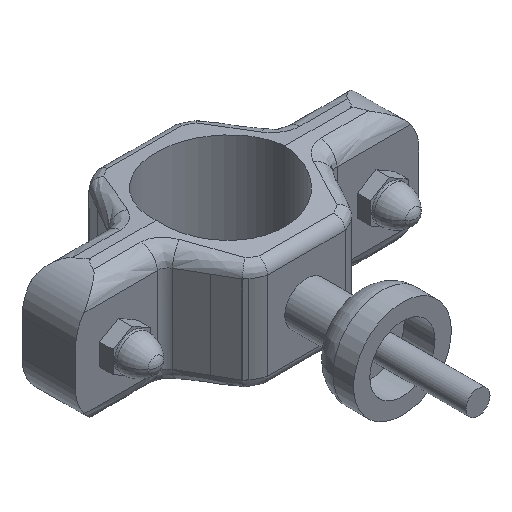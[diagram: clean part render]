
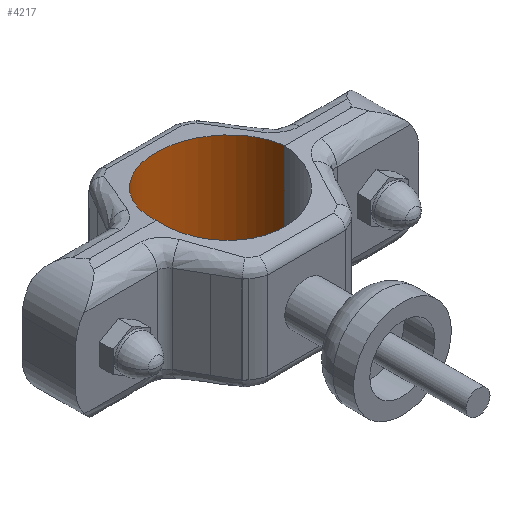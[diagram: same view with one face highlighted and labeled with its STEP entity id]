
A CAD part, isometric view. The second image highlights one B-rep face of the part: STEP entity #4217.
In plain terms, the highlighted cylindrical face has radius 19.05 mm (diameter 38.1 mm), a partial arc.
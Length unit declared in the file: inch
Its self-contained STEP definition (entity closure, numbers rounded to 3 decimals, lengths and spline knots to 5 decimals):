
#156 = CARTESIAN_POINT ( 'NONE',  ( 0.75, 1.5, 0.58126 ) ) ;
#195 = CARTESIAN_POINT ( 'NONE',  ( 0.75, 0., 0.625 ) ) ;
#278 = VERTEX_POINT ( 'NONE', #4259 ) ;
#963 = DIRECTION ( 'NONE',  ( 0., 0., -1. ) ) ;
#1009 = CARTESIAN_POINT ( 'NONE',  ( 0.75, 0., 0.71249 ) ) ;
#1023 = VECTOR ( 'NONE', #4649, 39.37008 ) ;
#1140 = EDGE_LOOP ( 'NONE', ( #2468, #4441, #4434, #4115 ) ) ;
#1219 = CARTESIAN_POINT ( 'NONE',  ( -0.75, 0., 0.625 ) ) ;
#1473 =( BOUNDED_CURVE ( )  B_SPLINE_CURVE ( 3, ( #5399, #2059, #3400, #3828 ),
 .UNSPECIFIED., .F., .F. ) 
 B_SPLINE_CURVE_WITH_KNOTS ( ( 4, 4 ),
 ( 1.5708, 4.71239 ),
 .UNSPECIFIED. ) 
 CURVE ( )  GEOMETRIC_REPRESENTATION_ITEM ( )  RATIONAL_B_SPLINE_CURVE ( ( 1., 0.333, 0.333, 1. ) ) 
 REPRESENTATION_ITEM ( '' )  );
#1846 = VECTOR ( 'NONE', #963, 39.37008 ) ;
#1867 = LINE ( 'NONE', #1219, #1023 ) ;
#1944 = EDGE_CURVE ( 'NONE', #2314, #3953, #3939, .T. ) ;
#2044 = DIRECTION ( 'NONE',  ( 0., 0., -1. ) ) ;
#2059 = CARTESIAN_POINT ( 'NONE',  ( -0.75, 1.5, -0.58126 ) ) ;
#2175 = LINE ( 'NONE', #195, #1846 ) ;
#2264 = CARTESIAN_POINT ( 'NONE',  ( -0.75, 0., 0.71249 ) ) ;
#2314 = VERTEX_POINT ( 'NONE', #3321 ) ;
#2449 = DIRECTION ( 'NONE',  ( -1., 0., 0. ) ) ;
#2468 = ORIENTED_EDGE ( 'NONE', *, *, #2946, .F. ) ;
#2582 = EDGE_CURVE ( 'NONE', #278, #5014, #1473, .T. ) ;
#2682 = CARTESIAN_POINT ( 'NONE',  ( -0.75, 1.5, 0.58126 ) ) ;
#2946 = EDGE_CURVE ( 'NONE', #3953, #5014, #2175, .T. ) ;
#2988 = CARTESIAN_POINT ( 'NONE',  ( 0.75, 0., -0.71249 ) ) ;
#3321 = CARTESIAN_POINT ( 'NONE',  ( -0.75, 0., 0.71249 ) ) ;
#3400 = CARTESIAN_POINT ( 'NONE',  ( 0.75, 1.5, -0.58126 ) ) ;
#3672 = FACE_OUTER_BOUND ( 'NONE', #1140, .T. ) ;
#3828 = CARTESIAN_POINT ( 'NONE',  ( 0.75, 0., -0.71249 ) ) ;
#3831 = CARTESIAN_POINT ( 'NONE',  ( 0.75, 0., 0.71249 ) ) ;
#3939 =( BOUNDED_CURVE ( )  B_SPLINE_CURVE ( 3, ( #2264, #2682, #156, #1009 ),
 .UNSPECIFIED., .F., .F. ) 
 B_SPLINE_CURVE_WITH_KNOTS ( ( 4, 4 ),
 ( 4.71239, 7.85398 ),
 .UNSPECIFIED. ) 
 CURVE ( )  GEOMETRIC_REPRESENTATION_ITEM ( )  RATIONAL_B_SPLINE_CURVE ( ( 1., 0.333, 0.333, 1. ) ) 
 REPRESENTATION_ITEM ( '' )  );
#3953 = VERTEX_POINT ( 'NONE', #3831 ) ;
#4115 = ORIENTED_EDGE ( 'NONE', *, *, #2582, .T. ) ;
#4217 = ADVANCED_FACE ( 'NONE', ( #3672 ), #4734, .F. ) ;
#4259 = CARTESIAN_POINT ( 'NONE',  ( -0.75, 0., -0.71249 ) ) ;
#4313 = AXIS2_PLACEMENT_3D ( 'NONE', #4557, #2044, #2449 ) ;
#4434 = ORIENTED_EDGE ( 'NONE', *, *, #5149, .T. ) ;
#4441 = ORIENTED_EDGE ( 'NONE', *, *, #1944, .F. ) ;
#4557 = CARTESIAN_POINT ( 'NONE',  ( 0., 0., 0.625 ) ) ;
#4649 = DIRECTION ( 'NONE',  ( 0., 0., -1. ) ) ;
#4734 = CYLINDRICAL_SURFACE ( 'NONE', #4313, 0.75 ) ;
#5014 = VERTEX_POINT ( 'NONE', #2988 ) ;
#5149 = EDGE_CURVE ( 'NONE', #2314, #278, #1867, .T. ) ;
#5399 = CARTESIAN_POINT ( 'NONE',  ( -0.75, 0., -0.71249 ) ) ;
